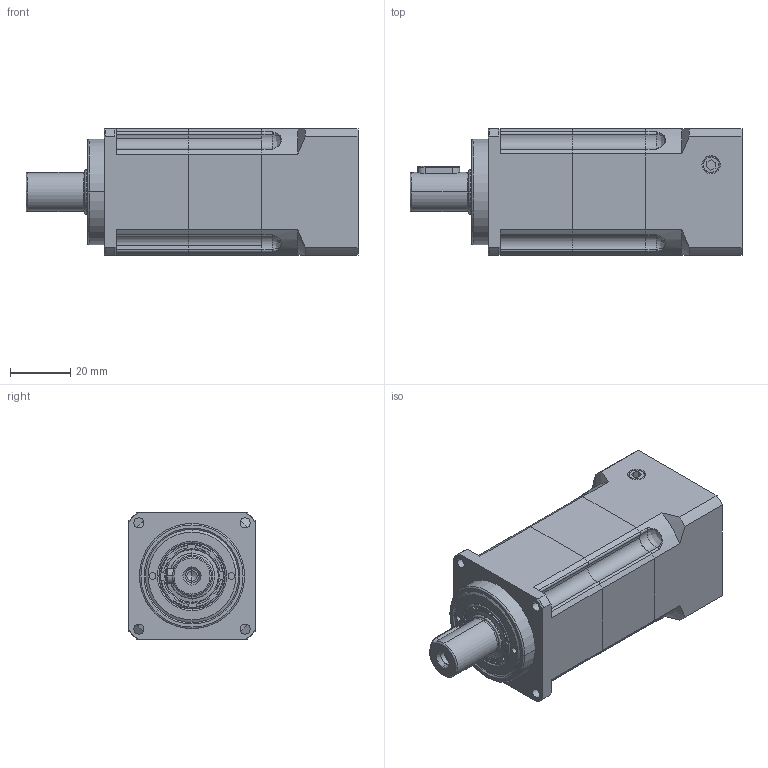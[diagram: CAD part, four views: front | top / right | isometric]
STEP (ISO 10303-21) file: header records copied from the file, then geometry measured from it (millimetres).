
FILE_DESCRIPTION (( 'STEP AP203' ), '1' );
FILE_NAME ('FAB042D-L2-S2-8-30-46-M4-26.STEP', '2022-04-29T06:42:56', ( 'User' ), ( 'China' ), 'SwSTEP 2.0', 'SolidWorks 2020', '' );
FILE_SCHEMA (( 'CONFIG_CONTROL_DESIGN' ));
Length unit declared in the file: millimetre
Products named in the file (11): 输入轴锁紧环-11X26X9; 踡隅蹟隊M6X6; FAB-042; A倰す瑩5X14; 输入太阳齿轮FAB042D-8; M3-10樓粟菜; FAB042D-L2-S2-8-30-46-M4-26; M3-10; 042Dfalan; 一级内齿圈FAB042D-Z108; 怀堤俴陎殤FAB042
Assembly tree (13 placements, depth 2):
  FAB042D-L2-S2-8-30-46-M4-26
    042Dfalan
    A倰す瑩5X14
    踡隅蹟隊M6X6
    怀堤俴陎殤FAB042
    输入太阳齿轮FAB042D-8
    输入轴锁紧环-11X26X9
    M3-10
    M3-10樓粟菜  x4
    一级内齿圈FAB042D-Z108
    FAB-042
Bounding box: 110.5 x 42 x 42 mm (x, y, z)
Volume: 102133.2 mm3; surface area: 44936.1 mm2
Topology: 11 solids, 19 shells, 690 faces, 1686 edges, 1067 vertices
Faces by surface type: cylinder 312, plane 195, cone 104, bspline 65, torus 14
Entity records: 21131 total; most frequent: CARTESIAN_POINT 5526, DIRECTION 3160, ORIENTED_EDGE 2912, EDGE_CURVE 1460, AXIS2_PLACEMENT_3D 1288, VERTEX_POINT 938, CIRCLE 724, EDGE_LOOP 707
